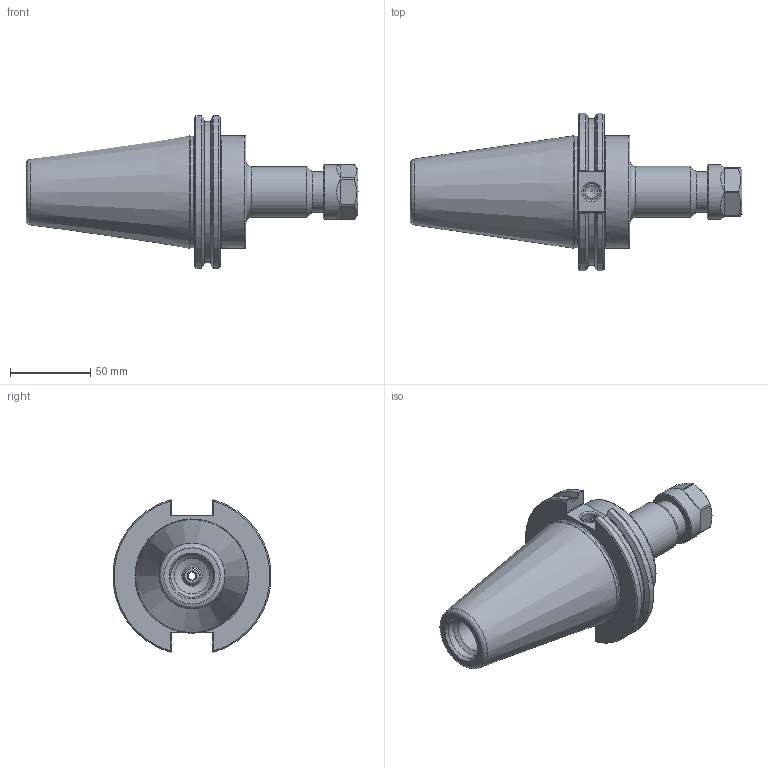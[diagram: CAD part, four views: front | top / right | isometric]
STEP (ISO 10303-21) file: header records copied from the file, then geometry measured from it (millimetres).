
FILE_DESCRIPTION((''),'2;1');
FILE_NAME('C50-20ER412.stp','2014-07-30T09:01:12',('kaykin'),(''),'Autodesk Inventor 2012','Autodesk Inventor 2012','');
FILE_SCHEMA(('AUTOMOTIVE_DESIGN { 1 0 10303 214 1 1 1 1 }'));
Length unit declared in the file: inch
Products named in the file (4): C50-20ER412; C50-20ER4-1; 20ERHPN; BS-09
Assembly tree (3 placements, depth 2):
  C50-20ER412
    C50-20ER4-1
    20ERHPN
    BS-09
Bounding box: 206.25 x 98.06 x 94.71 mm (x, y, z)
Volume: 415792.2 mm3; surface area: 61511.2 mm2
Topology: 3 solids, 3 shells, 150 faces, 367 edges, 228 vertices
Faces by surface type: plane 63, cylinder 37, cone 33, bspline 9, torus 8
Full cylindrical faces by diameter (mm): 7.137 x1, 8 x1, 10.135 x1, 10.719 x2, 12.751 x1, 14.097 x1, 14.478 x1, 14.91 x1, 20.066 x1, 21.971 x1, 23.52 x1, 25 x1, 25.527 x1, 26.365 x1, 31.75 x1, 34.036 x1, 69.342 x1, 69.85 x1
Entity records: 5214 total; most frequent: CARTESIAN_POINT 1827, DIRECTION 640, ORIENTED_EDGE 612, EDGE_CURVE 306, AXIS2_PLACEMENT_3D 258, VERTEX_POINT 219, EDGE_LOOP 213, FACE_OUTER_BOUND 150
